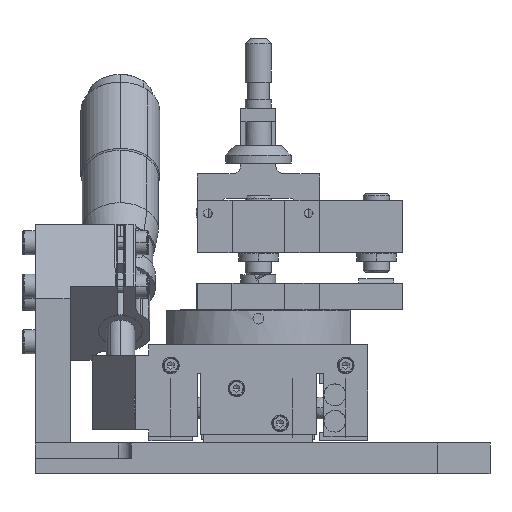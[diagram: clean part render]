
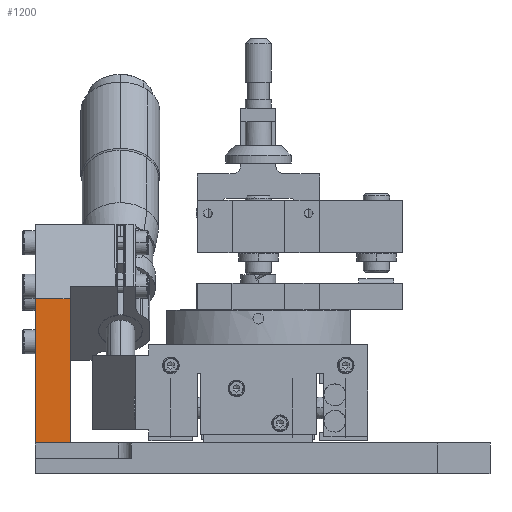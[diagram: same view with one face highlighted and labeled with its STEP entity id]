
A CAD part, front view. The second image highlights one B-rep face of the part: STEP entity #1200.
In plain terms, the highlighted free-form (B-spline) face has degree [1, 1] with [2, 2] control points.
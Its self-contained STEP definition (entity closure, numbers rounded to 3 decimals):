
#1200=ADVANCED_FACE('',(#2404),#42713,.T.);
#2404=FACE_OUTER_BOUND('',#3676,.T.);
#3676=EDGE_LOOP('',(#6381,#6382,#6383,#6384));
#6381=ORIENTED_EDGE('',*,*,#35425,.F.);
#6382=ORIENTED_EDGE('',*,*,#35447,.T.);
#6383=ORIENTED_EDGE('',*,*,#35417,.F.);
#6384=ORIENTED_EDGE('',*,*,#35349,.F.);
#12544=PCURVE('',#42693,#18947);
#12737=PCURVE('',#42710,#19140);
#12747=PCURVE('',#42711,#19150);
#12784=PCURVE('',#42713,#19187);
#12785=PCURVE('',#42713,#19188);
#12786=PCURVE('',#42713,#19189);
#12787=PCURVE('',#42713,#19190);
#13010=PCURVE('',#42721,#19413);
#18947=DEFINITIONAL_REPRESENTATION('',(#25675),#93713);
#19140=DEFINITIONAL_REPRESENTATION('',(#25875),#93713);
#19150=DEFINITIONAL_REPRESENTATION('',(#25883),#93713);
#19187=DEFINITIONAL_REPRESENTATION('',(#25913),#93713);
#19188=DEFINITIONAL_REPRESENTATION('',(#25915),#93713);
#19189=DEFINITIONAL_REPRESENTATION('',(#25916),#93713);
#19190=DEFINITIONAL_REPRESENTATION('',(#25917),#93713);
#19413=DEFINITIONAL_REPRESENTATION('',(#26173),#93713);
#25674=B_SPLINE_CURVE_WITH_KNOTS('',1,(#58167,#58168),.UNSPECIFIED.,.F.,
 .F.,(2,2),(-8.,0.),.UNSPECIFIED.);
#25675=B_SPLINE_CURVE_WITH_KNOTS('',1,(#58169,#58170),.UNSPECIFIED.,.F.,
 .F.,(2,2),(-8.,0.),.UNSPECIFIED.);
#25874=B_SPLINE_CURVE_WITH_KNOTS('',1,(#58958,#58959),.UNSPECIFIED.,.F.,
 .F.,(2,2),(0.,33.029),.UNSPECIFIED.);
#25875=B_SPLINE_CURVE_WITH_KNOTS('',1,(#58960,#58961),.UNSPECIFIED.,.F.,
 .F.,(2,2),(0.,33.029),.UNSPECIFIED.);
#25882=B_SPLINE_CURVE_WITH_KNOTS('',1,(#59020,#59021),.UNSPECIFIED.,.F.,
 .F.,(2,2),(-33.029,0.),.UNSPECIFIED.);
#25883=B_SPLINE_CURVE_WITH_KNOTS('',1,(#59022,#59023),.UNSPECIFIED.,.F.,
 .F.,(2,2),(-33.029,0.),.UNSPECIFIED.);
#25913=B_SPLINE_CURVE_WITH_KNOTS('',1,(#59194,#59195),.UNSPECIFIED.,.F.,
 .F.,(2,2),(-33.029,0.),.UNSPECIFIED.);
#25914=B_SPLINE_CURVE_WITH_KNOTS('',1,(#59196,#59197),.UNSPECIFIED.,.F.,
 .F.,(2,2),(-8.,0.),.UNSPECIFIED.);
#25915=B_SPLINE_CURVE_WITH_KNOTS('',1,(#59198,#59199),.UNSPECIFIED.,.F.,
 .F.,(2,2),(-8.,0.),.UNSPECIFIED.);
#25916=B_SPLINE_CURVE_WITH_KNOTS('',1,(#59200,#59201),.UNSPECIFIED.,.F.,
 .F.,(2,2),(0.,33.029),.UNSPECIFIED.);
#25917=B_SPLINE_CURVE_WITH_KNOTS('',1,(#59202,#59203),.UNSPECIFIED.,.F.,
 .F.,(2,2),(-8.,0.),.UNSPECIFIED.);
#26173=B_SPLINE_CURVE_WITH_KNOTS('',1,(#60143,#60144),.UNSPECIFIED.,.F.,
 .F.,(2,2),(-8.,0.),.UNSPECIFIED.);
#32009=SURFACE_CURVE('',#25674,(#12544,#12787),.PCURVE_S1.);
#32077=SURFACE_CURVE('',#25874,(#12737,#12786),.PCURVE_S1.);
#32085=SURFACE_CURVE('',#25882,(#12747,#12784),.PCURVE_S1.);
#32107=SURFACE_CURVE('',#25914,(#12785,#13010),.PCURVE_S1.);
#35349=EDGE_CURVE('',#40936,#40937,#32009,.T.);
#35417=EDGE_CURVE('',#40937,#40974,#32077,.T.);
#35425=EDGE_CURVE('',#40981,#40936,#32085,.T.);
#35447=EDGE_CURVE('',#40981,#40974,#32107,.T.);
#40936=VERTEX_POINT('',#51051);
#40937=VERTEX_POINT('',#51052);
#40974=VERTEX_POINT('',#51089);
#40981=VERTEX_POINT('',#51096);
#42693=B_SPLINE_SURFACE_WITH_KNOTS('',1,1,((#47079,#47080),(#47081,#47082)),
 .UNSPECIFIED.,.F.,.F.,.F.,(2,2),(2,2),(-22.58,6.58),
(-28.359,-6.192),.UNSPECIFIED.);
#42710=B_SPLINE_SURFACE_WITH_KNOTS('',1,1,((#47435,#47436),(#47437,#47438)),
 .UNSPECIFIED.,.F.,.F.,.F.,(2,2),(2,2),(-17.387,25.882),
(-19.83,19.865),.UNSPECIFIED.);
#42711=B_SPLINE_SURFACE_WITH_KNOTS('',1,1,((#47439,#47440),(#47441,#47442)),
 .UNSPECIFIED.,.F.,.F.,.F.,(2,2),(2,2),(-27.361,21.708),
(-33.644,34.996),.UNSPECIFIED.);
#42713=B_SPLINE_SURFACE_WITH_KNOTS('',1,1,((#47465,#47466),(#47467,#47468)),
 .UNSPECIFIED.,.F.,.F.,.F.,(2,2),(2,2),(-0.92,8.92),
(-3.423,36.452),.UNSPECIFIED.);
#42721=B_SPLINE_SURFACE_WITH_KNOTS('',1,1,((#48059,#48060),(#48061,#48062)),
 .UNSPECIFIED.,.F.,.F.,.F.,(2,2),(2,2),(-68.733,56.355),
(-34.226,31.123),.UNSPECIFIED.);
#47079=CARTESIAN_POINT('',(167.378,37.29,-72.005));
#47080=CARTESIAN_POINT('',(189.544,37.29,-71.99));
#47081=CARTESIAN_POINT('',(167.392,57.909,-92.624));
#47082=CARTESIAN_POINT('',(189.558,57.909,-92.609));
#47435=CARTESIAN_POINT('',(177.351,49.55,-94.201));
#47436=CARTESIAN_POINT('',(177.325,49.55,-54.507));
#47437=CARTESIAN_POINT('',(177.351,92.82,-94.201));
#47438=CARTESIAN_POINT('',(177.325,92.82,-54.507));
#47439=CARTESIAN_POINT('',(169.356,33.294,-101.738));
#47440=CARTESIAN_POINT('',(169.356,101.934,-101.738));
#47441=CARTESIAN_POINT('',(169.324,33.294,-52.668));
#47442=CARTESIAN_POINT('',(169.324,101.934,-52.668));
#47465=CARTESIAN_POINT('',(178.269,52.662,-90.793));
#47466=CARTESIAN_POINT('',(178.269,92.537,-90.793));
#47467=CARTESIAN_POINT('',(168.429,52.662,-90.799));
#47468=CARTESIAN_POINT('',(168.429,92.537,-90.799));
#48059=CARTESIAN_POINT('',(283.873,89.114,-51.032));
#48060=CARTESIAN_POINT('',(283.917,89.114,-116.382));
#48061=CARTESIAN_POINT('',(158.785,89.114,-51.116));
#48062=CARTESIAN_POINT('',(158.829,89.114,-116.465));
#51051=CARTESIAN_POINT('',(169.349,56.084,-90.798));
#51052=CARTESIAN_POINT('',(177.349,56.084,-90.793));
#51089=CARTESIAN_POINT('',(177.349,89.114,-90.793));
#51096=CARTESIAN_POINT('',(169.349,89.114,-90.798));
#58167=CARTESIAN_POINT('',(169.349,56.084,-90.798));
#58168=CARTESIAN_POINT('',(177.349,56.084,-90.793));
#58169=CARTESIAN_POINT('',(4.,-26.4));
#58170=CARTESIAN_POINT('',(4.,-18.4));
#58958=CARTESIAN_POINT('',(177.349,56.084,-90.793));
#58959=CARTESIAN_POINT('',(177.349,89.114,-90.793));
#58960=CARTESIAN_POINT('',(-10.853,-16.422));
#58961=CARTESIAN_POINT('',(22.176,-16.422));
#59020=CARTESIAN_POINT('',(169.349,89.114,-90.798));
#59021=CARTESIAN_POINT('',(169.349,56.084,-90.798));
#59022=CARTESIAN_POINT('',(-16.422,22.176));
#59023=CARTESIAN_POINT('',(-16.422,-10.853));
#59194=CARTESIAN_POINT('',(8.,33.029));
#59195=CARTESIAN_POINT('',(8.,0.));
#59196=CARTESIAN_POINT('',(169.349,89.114,-90.798));
#59197=CARTESIAN_POINT('',(177.349,89.114,-90.793));
#59198=CARTESIAN_POINT('',(8.,33.029));
#59199=CARTESIAN_POINT('',(0.,33.029));
#59200=CARTESIAN_POINT('',(0.,0.));
#59201=CARTESIAN_POINT('',(0.,33.029));
#59202=CARTESIAN_POINT('',(8.,0.));
#59203=CARTESIAN_POINT('',(0.,0.));
#60143=CARTESIAN_POINT('',(45.818,5.463));
#60144=CARTESIAN_POINT('',(37.818,5.463));
#93713=(
GEOMETRIC_REPRESENTATION_CONTEXT(2)
PARAMETRIC_REPRESENTATION_CONTEXT()
REPRESENTATION_CONTEXT('pspace','')
);
